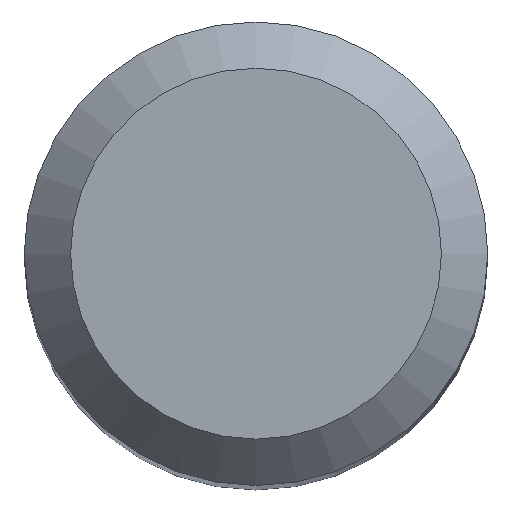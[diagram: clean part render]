
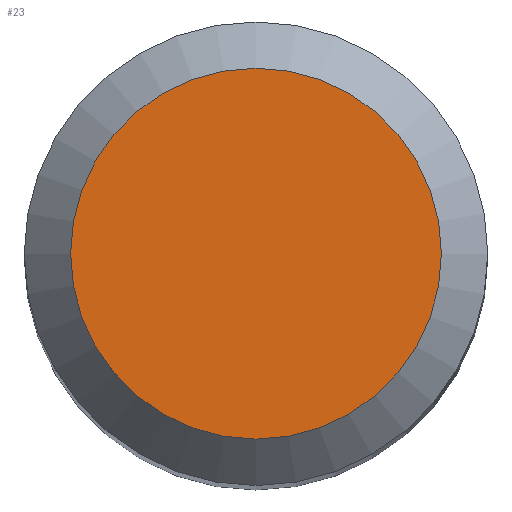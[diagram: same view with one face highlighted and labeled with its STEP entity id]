
A CAD part, top view. The second image highlights one B-rep face of the part: STEP entity #23.
In plain terms, the highlighted planar face has unit normal (0, 0, 1).
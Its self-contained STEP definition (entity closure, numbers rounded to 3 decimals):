
#23 = ADVANCED_FACE ( 'NONE', ( #73 ), #198, .F. ) ;
#44 = CARTESIAN_POINT ( 'NONE',  ( 0., 0., 102. ) ) ;
#45 = VERTEX_POINT ( 'NONE', #87 ) ;
#73 = FACE_OUTER_BOUND ( 'NONE', #244, .T. ) ;
#74 = ORIENTED_EDGE ( 'NONE', *, *, #220, .F. ) ;
#87 = CARTESIAN_POINT ( 'NONE',  ( 0., 3.2, 102. ) ) ;
#90 = AXIS2_PLACEMENT_3D ( 'NONE', #170, #115, #253 ) ;
#108 = AXIS2_PLACEMENT_3D ( 'NONE', #44, #124, #164 ) ;
#115 = DIRECTION ( 'NONE',  ( 0., 0., -1. ) ) ;
#124 = DIRECTION ( 'NONE',  ( 0., 0., -1. ) ) ;
#164 = DIRECTION ( 'NONE',  ( 0., 1., 0. ) ) ;
#170 = CARTESIAN_POINT ( 'NONE',  ( 0., 0., 102. ) ) ;
#198 = PLANE ( 'NONE',  #108 ) ;
#220 = EDGE_CURVE ( 'NONE', #45, #45, #227, .T. ) ;
#227 = CIRCLE ( 'NONE', #90, 3.2 ) ;
#244 = EDGE_LOOP ( 'NONE', ( #74 ) ) ;
#253 = DIRECTION ( 'NONE',  ( 0., 1., 0. ) ) ;
